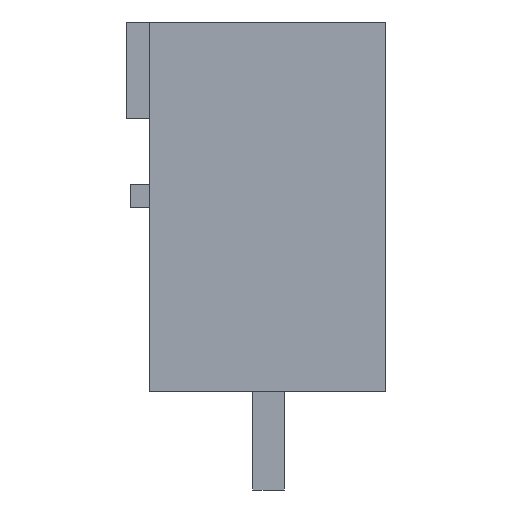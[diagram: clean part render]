
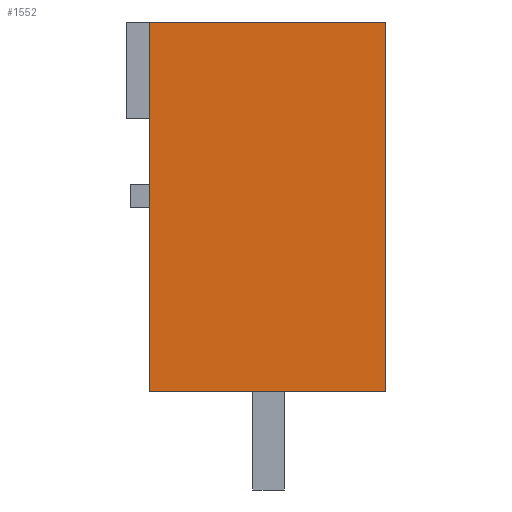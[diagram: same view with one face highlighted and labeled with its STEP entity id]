
A CAD part, left-side view. The second image highlights one B-rep face of the part: STEP entity #1552.
In plain terms, the highlighted planar face has unit normal (-1, 0, 0).
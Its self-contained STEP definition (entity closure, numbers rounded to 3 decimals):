
#1532=AXIS2_PLACEMENT_3D('Plane Axis2P3D',#1529,#1530,#1531) ;
#375=CARTESIAN_POINT('Vertex',(0.,7.68,3.2)) ;
#378=CARTESIAN_POINT('Line Origine',(0.,7.68,9.2)) ;
#382=CARTESIAN_POINT('Vertex',(0.,7.68,15.2)) ;
#1514=CARTESIAN_POINT('Vertex',(0.,0.,3.2)) ;
#1517=CARTESIAN_POINT('Line Origine',(0.,3.84,3.2)) ;
#1529=CARTESIAN_POINT('Axis2P3D Location',(0.,8.43,1.7)) ;
#1534=CARTESIAN_POINT('Line Origine',(0.,3.84,15.2)) ;
#1538=CARTESIAN_POINT('Vertex',(0.,0.,15.2)) ;
#1541=CARTESIAN_POINT('Line Origine',(0.,0.,9.2)) ;
#379=DIRECTION('Vector Direction',(0.,0.,-1.)) ;
#1518=DIRECTION('Vector Direction',(0.,-1.,0.)) ;
#1530=DIRECTION('Axis2P3D Direction',(-1.,0.,0.)) ;
#1531=DIRECTION('Axis2P3D XDirection',(0.,1.,0.)) ;
#1535=DIRECTION('Vector Direction',(0.,1.,0.)) ;
#1542=DIRECTION('Vector Direction',(0.,0.,1.)) ;
#380=VECTOR('Line Direction',#379,1.) ;
#1519=VECTOR('Line Direction',#1518,1.) ;
#1536=VECTOR('Line Direction',#1535,1.) ;
#1543=VECTOR('Line Direction',#1542,1.) ;
#1547=ORIENTED_EDGE('',*,*,#1540,.T.) ;
#1548=ORIENTED_EDGE('',*,*,#384,.T.) ;
#1549=ORIENTED_EDGE('',*,*,#1521,.T.) ;
#1550=ORIENTED_EDGE('',*,*,#1545,.T.) ;
#1552=ADVANCED_FACE('HOUSING',(#1551),#1533,.T.) ;
#384=EDGE_CURVE('',#383,#376,#381,.T.) ;
#1521=EDGE_CURVE('',#376,#1515,#1520,.T.) ;
#1540=EDGE_CURVE('',#1539,#383,#1537,.T.) ;
#1545=EDGE_CURVE('',#1515,#1539,#1544,.T.) ;
#1546=EDGE_LOOP('',(#1547,#1548,#1549,#1550)) ;
#1551=FACE_OUTER_BOUND('',#1546,.T.) ;
#381=LINE('Line',#378,#380) ;
#1520=LINE('Line',#1517,#1519) ;
#1537=LINE('Line',#1534,#1536) ;
#1544=LINE('Line',#1541,#1543) ;
#1533=PLANE('',#1532) ;
#376=VERTEX_POINT('',#375) ;
#383=VERTEX_POINT('',#382) ;
#1515=VERTEX_POINT('',#1514) ;
#1539=VERTEX_POINT('',#1538) ;
